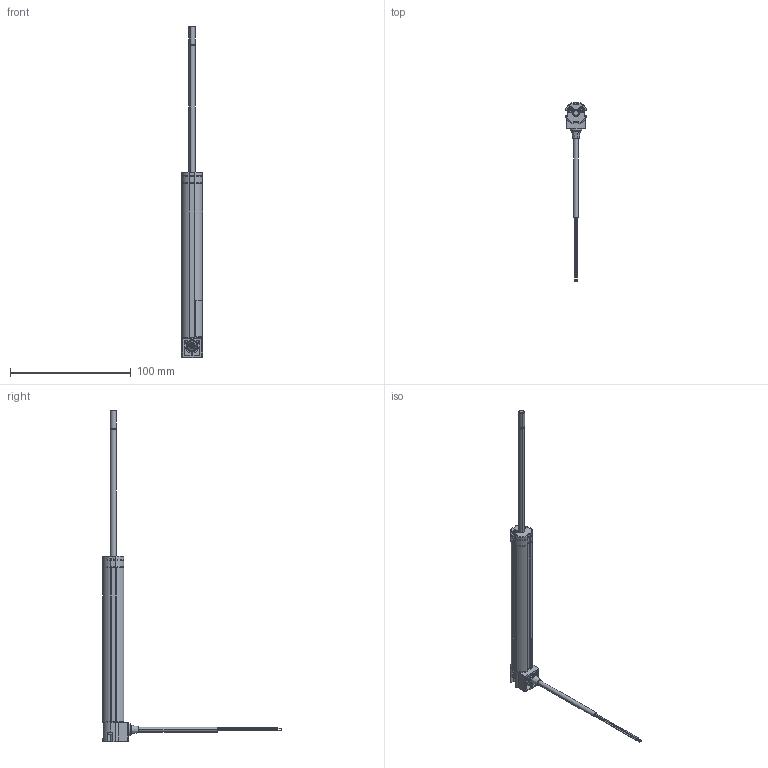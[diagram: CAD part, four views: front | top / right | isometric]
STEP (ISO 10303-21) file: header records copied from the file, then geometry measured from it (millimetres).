
FILE_DESCRIPTION (( 'STEP AP214' ), '1' );
FILE_NAME ('TEX-0100-411-002-202_extended.STEP', '2014-07-11T08:30:45', ( 'dummy' ), ( 'Microsoft' ), 'SwSTEP 2.0', 'SolidWorks 2013', '' );
FILE_SCHEMA (( 'AUTOMOTIVE_DESIGN' ));
Length unit declared in the file: millimetre
Products named in the file (1): TEX-0100-411-002-202_extended
Bounding box: 17.55 x 148.03 x 274.2 mm (x, y, z)
Surface area: 16469.2 mm2 (no closed solid volume)
Topology: 0 solids, 40 shells, 336 faces, 1289 edges, 981 vertices
Faces by surface type: plane 154, cylinder 132, torus 23, cone 14, bspline 10, sphere 3
Entity records: 18530 total; most frequent: CARTESIAN_POINT 3980, DIRECTION 2366, ORIENTED_EDGE 1917, EDGE_CURVE 1286, VERTEX_POINT 981, AXIS2_PLACEMENT_3D 812, LINE 742, VECTOR 742
